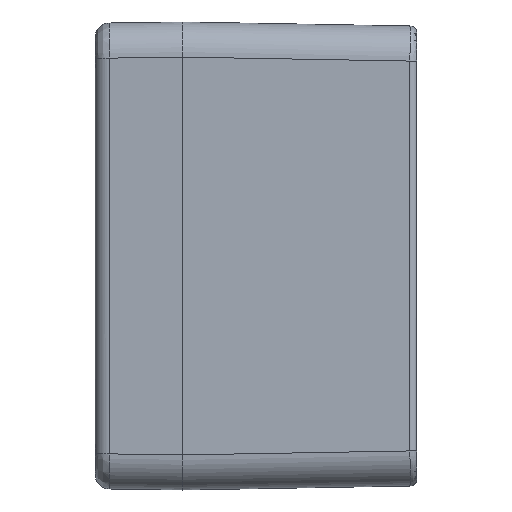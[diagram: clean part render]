
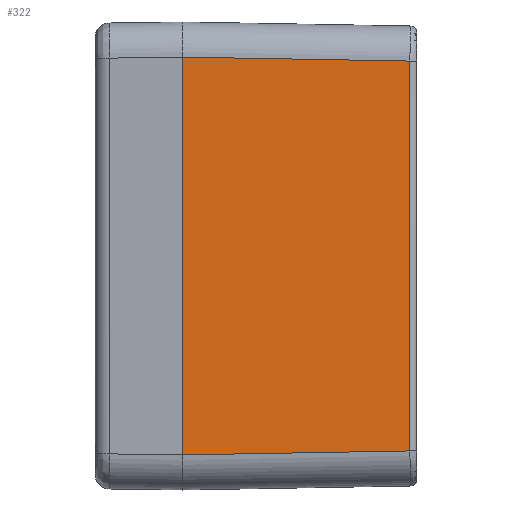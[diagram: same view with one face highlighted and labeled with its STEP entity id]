
A CAD part, left-side view. The second image highlights one B-rep face of the part: STEP entity #322.
In plain terms, the highlighted planar face has unit normal (-1, -0.018, 0).
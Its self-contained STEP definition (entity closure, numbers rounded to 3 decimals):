
#130 = VERTEX_POINT ( 'NONE', #13843 ) ;
#305 = CARTESIAN_POINT ( 'NONE',  ( -60., 40., 34.001 ) ) ;
#312 = CARTESIAN_POINT ( 'NONE',  ( -59.322, 1.179, -11.108 ) ) ;
#322 = ADVANCED_FACE ( 'NONE', ( #11268 ), #9580, .T. ) ;
#935 = CARTESIAN_POINT ( 'NONE',  ( -59.322, 1.179, 33.323 ) ) ;
#1452 = AXIS2_PLACEMENT_3D ( 'NONE', #5411, #4079, #13930 ) ;
#1635 = CARTESIAN_POINT ( 'NONE',  ( -59.322, 1.179, -33.323 ) ) ;
#2725 = ORIENTED_EDGE ( 'NONE', *, *, #6504, .F. ) ;
#2841 = DIRECTION ( 'NONE',  ( 0., 0., -1. ) ) ;
#3411 = ORIENTED_EDGE ( 'NONE', *, *, #16702, .T. ) ;
#4078 = VERTEX_POINT ( 'NONE', #305 ) ;
#4079 = DIRECTION ( 'NONE',  ( -1., -0.017, 0. ) ) ;
#4632 = CARTESIAN_POINT ( 'NONE',  ( -59.322, 1.179, 33.323 ) ) ;
#4789 = ORIENTED_EDGE ( 'NONE', *, *, #12999, .F. ) ;
#4841 = EDGE_LOOP ( 'NONE', ( #4789, #3411, #14473, #2725 ) ) ;
#4843 = EDGE_CURVE ( 'NONE', #130, #15560, #8877, .T. ) ;
#5411 = CARTESIAN_POINT ( 'NONE',  ( -60., 40., -42.904 ) ) ;
#6039 = DIRECTION ( 'NONE',  ( 0.017, -1., 0.017 ) ) ;
#6504 = EDGE_CURVE ( 'NONE', #10600, #15560, #17685, .T. ) ;
#8178 = VECTOR ( 'NONE', #6039, 1000. ) ;
#8877 = LINE ( 'NONE', #14655, #8178 ) ;
#9022 = CARTESIAN_POINT ( 'NONE',  ( -59.322, 1.179, 33.323 ) ) ;
#9580 = PLANE ( 'NONE',  #1452 ) ;
#10600 = VERTEX_POINT ( 'NONE', #935 ) ;
#11268 = FACE_OUTER_BOUND ( 'NONE', #4841, .T. ) ;
#11811 = CARTESIAN_POINT ( 'NONE',  ( -59.548, 14.119, 33.549 ) ) ;
#11828 = LINE ( 'NONE', #17640, #15596 ) ;
#11967 = CARTESIAN_POINT ( 'NONE',  ( -59.322, 1.179, -33.323 ) ) ;
#12309 = B_SPLINE_CURVE_WITH_KNOTS ( 'NONE', 3,
 ( #14564, #18740, #11811, #4632 ),
 .UNSPECIFIED., .F., .F.,
 ( 4, 4 ),
 ( 0., 1. ),
 .UNSPECIFIED. ) ;
#12999 = EDGE_CURVE ( 'NONE', #4078, #10600, #12309, .T. ) ;
#13843 = CARTESIAN_POINT ( 'NONE',  ( -60., 40., -34.001 ) ) ;
#13930 = DIRECTION ( 'NONE',  ( -0.017, 1., 0. ) ) ;
#14473 = ORIENTED_EDGE ( 'NONE', *, *, #4843, .T. ) ;
#14564 = CARTESIAN_POINT ( 'NONE',  ( -60., 40., 34.001 ) ) ;
#14655 = CARTESIAN_POINT ( 'NONE',  ( -60., 40., -34.001 ) ) ;
#15560 = VERTEX_POINT ( 'NONE', #11967 ) ;
#15596 = VECTOR ( 'NONE', #2841, 1000. ) ;
#16220 = CARTESIAN_POINT ( 'NONE',  ( -59.322, 1.179, 11.108 ) ) ;
#16702 = EDGE_CURVE ( 'NONE', #4078, #130, #11828, .T. ) ;
#17640 = CARTESIAN_POINT ( 'NONE',  ( -60., 40., 34.001 ) ) ;
#17685 = B_SPLINE_CURVE_WITH_KNOTS ( 'NONE', 3,
 ( #9022, #16220, #312, #1635 ),
 .UNSPECIFIED., .F., .F.,
 ( 4, 4 ),
 ( 0., 1. ),
 .UNSPECIFIED. ) ;
#18740 = CARTESIAN_POINT ( 'NONE',  ( -59.774, 27.06, 33.775 ) ) ;
